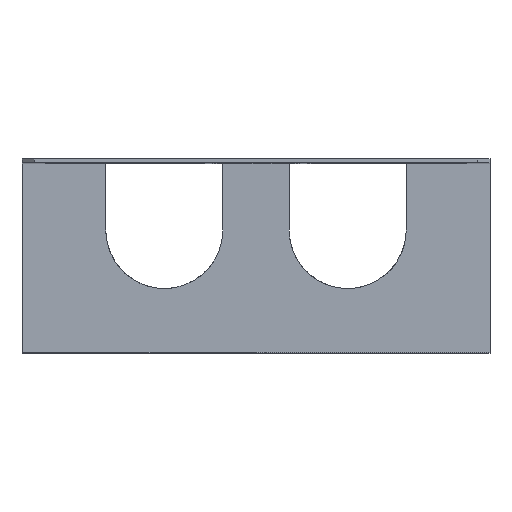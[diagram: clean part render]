
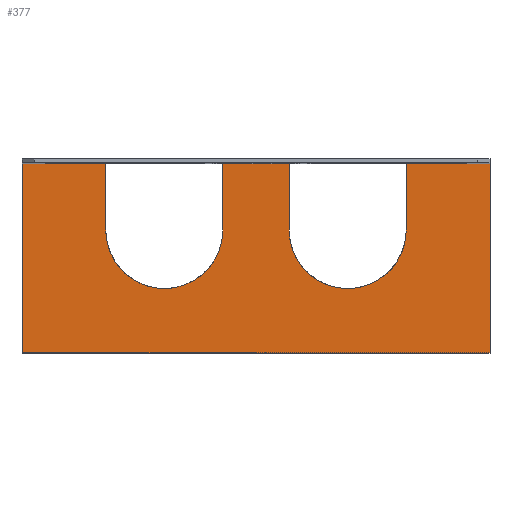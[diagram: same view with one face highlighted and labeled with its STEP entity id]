
A CAD part, top view. The second image highlights one B-rep face of the part: STEP entity #377.
In plain terms, the highlighted planar face has unit normal (0, 0, 1).
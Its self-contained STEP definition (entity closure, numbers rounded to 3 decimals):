
#377=ADVANCED_FACE('',(#677),#5308,.T.);
#677=FACE_OUTER_BOUND('',#1023,.T.);
#1023=EDGE_LOOP('',(#2505,#2506,#2507,#2508,#2509,#2510,#2511,#2512,#2513,
#2514,#2515,#2516));
#2505=ORIENTED_EDGE('',*,*,#3591,.T.);
#2506=ORIENTED_EDGE('',*,*,#3595,.F.);
#2507=ORIENTED_EDGE('',*,*,#3589,.T.);
#2508=ORIENTED_EDGE('',*,*,#3588,.F.);
#2509=ORIENTED_EDGE('',*,*,#3594,.T.);
#2510=ORIENTED_EDGE('',*,*,#3208,.T.);
#2511=ORIENTED_EDGE('',*,*,#3590,.T.);
#2512=ORIENTED_EDGE('',*,*,#3587,.F.);
#2513=ORIENTED_EDGE('',*,*,#3593,.T.);
#2514=ORIENTED_EDGE('',*,*,#3205,.T.);
#2515=ORIENTED_EDGE('',*,*,#3592,.T.);
#2516=ORIENTED_EDGE('',*,*,#3586,.F.);
#3205=EDGE_CURVE('',#4755,#4752,#3768,.T.);
#3208=EDGE_CURVE('',#4759,#4756,#3769,.T.);
#3586=EDGE_CURVE('',#5010,#5011,#4435,.T.);
#3587=EDGE_CURVE('',#5012,#5009,#4436,.T.);
#3588=EDGE_CURVE('',#5013,#5008,#4437,.T.);
#3589=EDGE_CURVE('',#5014,#5008,#4438,.T.);
#3590=EDGE_CURVE('',#4756,#5009,#4439,.T.);
#3591=EDGE_CURVE('',#5010,#5015,#4440,.T.);
#3592=EDGE_CURVE('',#4752,#5011,#4441,.T.);
#3593=EDGE_CURVE('',#5012,#4755,#4442,.T.);
#3594=EDGE_CURVE('',#5013,#4759,#4443,.T.);
#3595=EDGE_CURVE('',#5014,#5015,#4444,.T.);
#3768=(
BOUNDED_CURVE()
B_SPLINE_CURVE(2,(#10179,#10180,#10181,#10182,#10183),.UNSPECIFIED.,.F.,
 .F.)
B_SPLINE_CURVE_WITH_KNOTS((3,2,3),(-47.124,-23.562,
0.),.UNSPECIFIED.)
CURVE()
GEOMETRIC_REPRESENTATION_ITEM()
RATIONAL_B_SPLINE_CURVE((1.,0.707,1.,0.707,1.))
REPRESENTATION_ITEM('')
);
#3769=(
BOUNDED_CURVE()
B_SPLINE_CURVE(2,(#10188,#10189,#10190,#10191,#10192),.UNSPECIFIED.,.F.,
 .F.)
B_SPLINE_CURVE_WITH_KNOTS((3,2,3),(-47.124,-23.562,
0.),.UNSPECIFIED.)
CURVE()
GEOMETRIC_REPRESENTATION_ITEM()
RATIONAL_B_SPLINE_CURVE((1.,0.707,1.,0.707,1.))
REPRESENTATION_ITEM('')
);
#4435=B_SPLINE_CURVE_WITH_KNOTS('',1,(#11314,#11315),.UNSPECIFIED.,.F.,
 .F.,(2,2),(16.2,37.7),.UNSPECIFIED.);
#4436=B_SPLINE_CURVE_WITH_KNOTS('',1,(#11316,#11317),.UNSPECIFIED.,.F.,
 .F.,(2,2),(67.7,84.7),.UNSPECIFIED.);
#4437=B_SPLINE_CURVE_WITH_KNOTS('',1,(#11318,#11319),.UNSPECIFIED.,.F.,
 .F.,(2,2),(114.7,136.2),.UNSPECIFIED.);
#4438=B_SPLINE_CURVE_WITH_KNOTS('',1,(#11320,#11321),.UNSPECIFIED.,.F.,
 .F.,(2,2),(288.959,328.721),.UNSPECIFIED.);
#4439=B_SPLINE_CURVE_WITH_KNOTS('',1,(#11322,#11323),.UNSPECIFIED.,.F.,
 .F.,(2,2),(15.721,28.673),.UNSPECIFIED.);
#4440=B_SPLINE_CURVE_WITH_KNOTS('',1,(#11324,#11325),.UNSPECIFIED.,.F.,
 .F.,(2,2),(140.974,180.736),.UNSPECIFIED.);
#4441=B_SPLINE_CURVE_WITH_KNOTS('',1,(#11326,#11327),.UNSPECIFIED.,.F.,
 .F.,(2,2),(15.721,28.673),.UNSPECIFIED.);
#4442=B_SPLINE_CURVE_WITH_KNOTS('',1,(#11328,#11329),.UNSPECIFIED.,.F.,
 .F.,(2,2),(1011.325,1024.277),.UNSPECIFIED.);
#4443=B_SPLINE_CURVE_WITH_KNOTS('',1,(#11330,#11331),.UNSPECIFIED.,.F.,
 .F.,(2,2),(1.742,14.694),.UNSPECIFIED.);
#4444=B_SPLINE_CURVE_WITH_KNOTS('',1,(#11332,#11333),.UNSPECIFIED.,.F.,
 .F.,(2,2),(-124.8,-4.8),.UNSPECIFIED.);
#4752=VERTEX_POINT('',#8692);
#4755=VERTEX_POINT('',#8695);
#4756=VERTEX_POINT('',#8696);
#4759=VERTEX_POINT('',#8699);
#5008=VERTEX_POINT('',#8948);
#5009=VERTEX_POINT('',#8949);
#5010=VERTEX_POINT('',#8950);
#5011=VERTEX_POINT('',#8951);
#5012=VERTEX_POINT('',#8952);
#5013=VERTEX_POINT('',#8953);
#5014=VERTEX_POINT('',#8954);
#5015=VERTEX_POINT('',#8955);
#5308=PLANE('',#5588);
#5588=AXIS2_PLACEMENT_3D('',#8386,#5783,$);
#5783=DIRECTION('',(0.,0.,1.));
#8386=CARTESIAN_POINT('',(124.474,49.888,-54.001));
#8692=CARTESIAN_POINT('',(151.974,98.023,-54.001));
#8695=CARTESIAN_POINT('',(181.974,98.023,-54.001));
#8696=CARTESIAN_POINT('',(198.974,98.023,-54.001));
#8699=CARTESIAN_POINT('',(228.974,98.023,-54.001));
#8948=CARTESIAN_POINT('',(250.474,115.023,-54.001));
#8949=CARTESIAN_POINT('',(198.974,115.023,-54.001));
#8950=CARTESIAN_POINT('',(130.474,115.023,-54.001));
#8951=CARTESIAN_POINT('',(151.974,115.023,-54.001));
#8952=CARTESIAN_POINT('',(181.974,115.023,-54.001));
#8953=CARTESIAN_POINT('',(228.974,115.023,-54.001));
#8954=CARTESIAN_POINT('',(250.474,66.523,-54.001));
#8955=CARTESIAN_POINT('',(130.474,66.523,-54.001));
#10179=CARTESIAN_POINT('',(181.974,98.023,-54.001));
#10180=CARTESIAN_POINT('',(181.974,83.023,-54.001));
#10181=CARTESIAN_POINT('',(166.974,83.023,-54.001));
#10182=CARTESIAN_POINT('',(151.974,83.023,-54.001));
#10183=CARTESIAN_POINT('',(151.974,98.023,-54.001));
#10188=CARTESIAN_POINT('',(228.974,98.023,-54.001));
#10189=CARTESIAN_POINT('',(228.974,83.023,-54.001));
#10190=CARTESIAN_POINT('',(213.974,83.023,-54.001));
#10191=CARTESIAN_POINT('',(198.974,83.023,-54.001));
#10192=CARTESIAN_POINT('',(198.974,98.023,-54.001));
#11314=CARTESIAN_POINT('',(130.474,115.023,-54.001));
#11315=CARTESIAN_POINT('',(151.974,115.023,-54.001));
#11316=CARTESIAN_POINT('',(181.974,115.023,-54.001));
#11317=CARTESIAN_POINT('',(198.974,115.023,-54.001));
#11318=CARTESIAN_POINT('',(228.974,115.023,-54.001));
#11319=CARTESIAN_POINT('',(250.474,115.023,-54.001));
#11320=CARTESIAN_POINT('',(250.474,66.523,-54.001));
#11321=CARTESIAN_POINT('',(250.474,115.023,-54.001));
#11322=CARTESIAN_POINT('',(198.974,98.023,-54.001));
#11323=CARTESIAN_POINT('',(198.974,115.023,-54.001));
#11324=CARTESIAN_POINT('',(130.474,115.023,-54.001));
#11325=CARTESIAN_POINT('',(130.474,66.523,-54.001));
#11326=CARTESIAN_POINT('',(151.974,98.023,-54.001));
#11327=CARTESIAN_POINT('',(151.974,115.023,-54.001));
#11328=CARTESIAN_POINT('',(181.974,115.023,-54.001));
#11329=CARTESIAN_POINT('',(181.974,98.023,-54.001));
#11330=CARTESIAN_POINT('',(228.974,115.023,-54.001));
#11331=CARTESIAN_POINT('',(228.974,98.023,-54.001));
#11332=CARTESIAN_POINT('',(250.474,66.523,-54.001));
#11333=CARTESIAN_POINT('',(130.474,66.523,-54.001));
